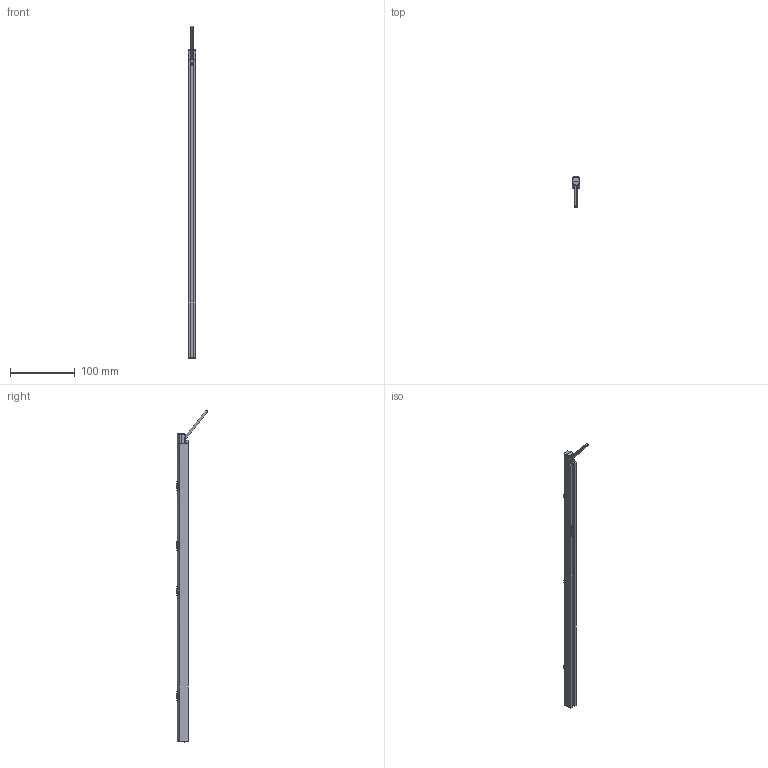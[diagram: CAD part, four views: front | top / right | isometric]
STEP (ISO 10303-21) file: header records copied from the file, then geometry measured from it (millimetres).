
FILE_DESCRIPTION((''),'2;1');
FILE_NAME('217950_ASM','2020-06-08T14:14:06',('PDMAdmin'),('BANNER ENGINEERING'),'CREO PARAMETRIC BY PTC INC, 2019292','CREO PARAMETRIC BY PTC INC, 2019292','');
FILE_SCHEMA(('CONFIG_CONTROL_DESIGN'));
Length unit declared in the file: millimetre
Products named in the file (13): 217951; 212546; TTR_WEB_CAD_CABLE; 213113; 213732; 213113_ASM; 213799; 213800; 213800_ASM; 212837; 214493; 810091_ASM; 217950_ASM
Assembly tree (14 placements, depth 4):
  217950_ASM
    810091_ASM
      217951
      212546
      TTR_WEB_CAD_CABLE
      213113_ASM
        213113
        213732
      213800_ASM  x3
        213799
        213800
      212837
      214493
Bounding box: 12 x 49.28 x 513.31 mm (x, y, z)
Volume: 45586.6 mm3; surface area: 54260.9 mm2
Topology: 13 solids, 15 shells, 1145 faces, 2948 edges, 1818 vertices
Faces by surface type: plane 384, bspline 338, cylinder 239, cone 94, torus 36, sphere 26, extrusion 16, revolution 12
Entity records: 36726 total; most frequent: CARTESIAN_POINT 19335, ORIENTED_EDGE 3976, DIRECTION 3022, EDGE_CURVE 1998, VERTEX_POINT 1240, AXIS2_PLACEMENT_3D 1098, VECTOR 822, LINE 814
